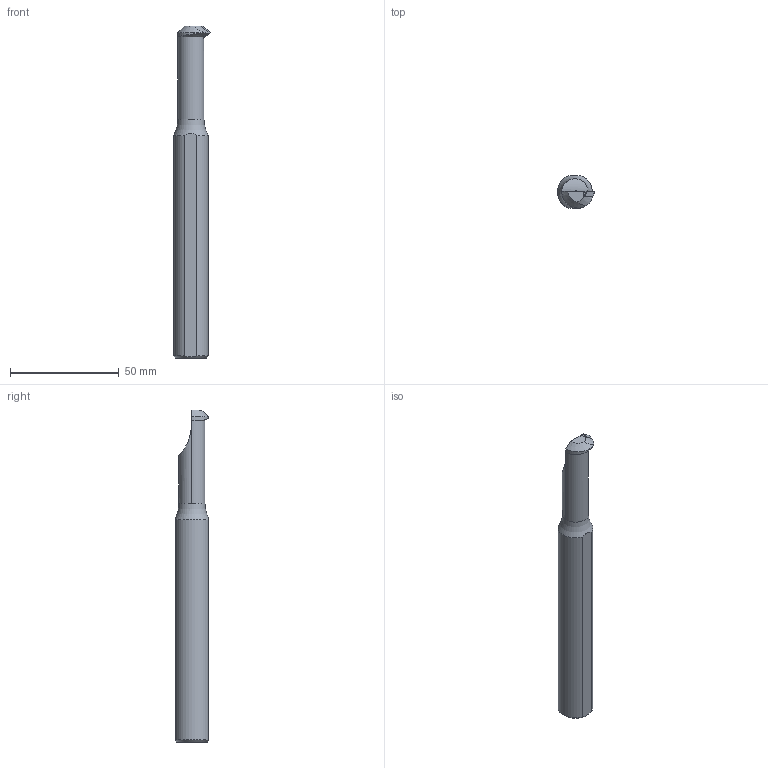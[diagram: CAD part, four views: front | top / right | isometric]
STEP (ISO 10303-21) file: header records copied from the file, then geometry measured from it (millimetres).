
FILE_DESCRIPTION(/* description */ (''),/* implementation_level */ '2;1');
FILE_NAME(/* name */ 'A1216M_SELPR05_112275541ncm000_00_SIM.stp',/* time_stamp */ '2021-11-01T10:53:34+01:00',/* author */ (''),/* organization */ (''),/* preprocessor_version */ 'ST-DEVELOPER v16.7',/* originating_system */ 'SIEMENS PLM Software NX 12.0',/* authorisation */ '');
FILE_SCHEMA (('AUTOMOTIVE_DESIGN { 1 0 10303 214 3 1 1 1 }'));
Length unit declared in the file: millimetre
Products named in the file (1): fo342064C2B0w05f
Bounding box: 17 x 15.07 x 153 mm (x, y, z)
Volume: 25280.7 mm3; surface area: 7324.3 mm2
Topology: 2 solids, 2 shells, 29 faces, 84 edges, 57 vertices
Faces by surface type: plane 17, cone 6, cylinder 5, torus 1
Full cylindrical faces by diameter (mm): 12 x1
Entity records: 989 total; most frequent: CARTESIAN_POINT 241, ORIENTED_EDGE 154, DIRECTION 132, EDGE_CURVE 77, VERTEX_POINT 55, AXIS2_PLACEMENT_3D 45, LINE 42, VECTOR 42
